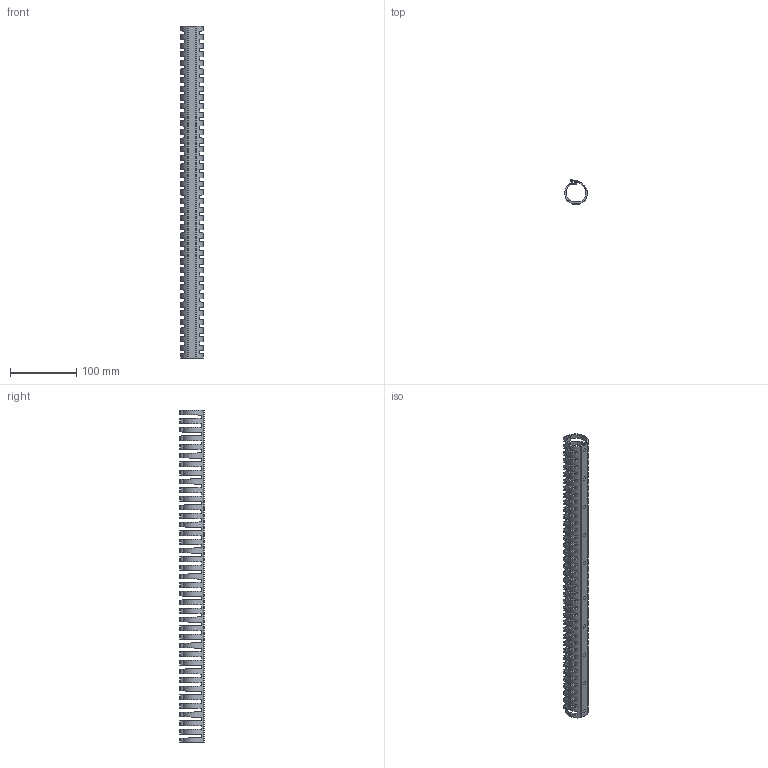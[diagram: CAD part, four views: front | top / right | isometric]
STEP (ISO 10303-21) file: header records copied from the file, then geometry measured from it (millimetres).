
FILE_DESCRIPTION (( 'STEP AP214' ), '1' );
FILE_NAME ('6132607.stp', '2023-02-10T12:23:47', ( '' ), ( '' ), 'SwSTEP 2.0', 'SolidWorks 2022', '' );
FILE_SCHEMA (( 'AUTOMOTIVE_DESIGN' ));
Length unit declared in the file: millimetre
Products named in the file (3): 220052; 6132607; 219831_B=12mm
Assembly tree (2 placements, depth 2):
  6132607
    220052
    219831_B=12mm
Bounding box: 33.79 x 36.4 x 500 mm (x, y, z)
Volume: 71985 mm3; surface area: 98643.4 mm2
Topology: 2 solids, 2 shells, 834 faces, 2490 edges, 1660 vertices
Faces by surface type: plane 531, cylinder 303
Entity records: 27658 total; most frequent: CARTESIAN_POINT 7497, ORIENTED_EDGE 4980, DIRECTION 3406, EDGE_CURVE 2490, VERTEX_POINT 1660, LINE 1580, VECTOR 1580, AXIS2_PLACEMENT_3D 913
